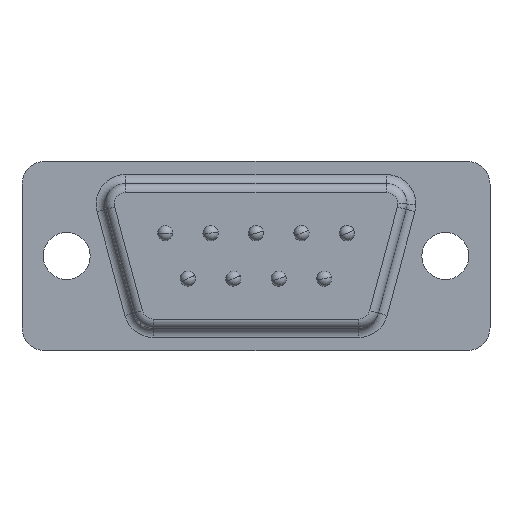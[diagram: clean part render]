
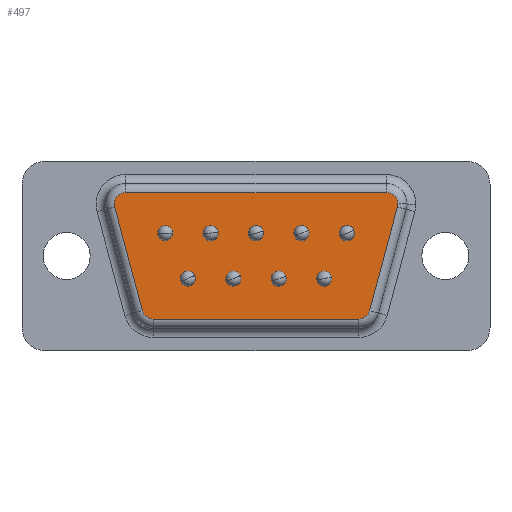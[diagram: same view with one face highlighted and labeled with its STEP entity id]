
A CAD part, top view. The second image highlights one B-rep face of the part: STEP entity #497.
In plain terms, the highlighted planar face has unit normal (0, 0, 1).
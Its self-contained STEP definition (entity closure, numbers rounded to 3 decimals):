
#163 = CIRCLE ( 'NONE', #3829, 1.05 ) ;
#350 = DIRECTION ( 'NONE',  ( 0., 0., -1. ) ) ;
#355 = VECTOR ( 'NONE', #5073, 1000. ) ;
#497 = ADVANCED_FACE ( 'NONE', ( #1644 ), #5922, .F. ) ;
#561 = CIRCLE ( 'NONE', #5940, 1.05 ) ;
#628 = VERTEX_POINT ( 'NONE', #4173 ) ;
#657 = LINE ( 'NONE', #4255, #3599 ) ;
#786 = EDGE_CURVE ( 'NONE', #926, #628, #1920, .T. ) ;
#887 = EDGE_LOOP ( 'NONE', ( #1896, #2994, #2018, #6610, #1357, #6186, #4361, #5534, #5703 ) ) ;
#912 = CIRCLE ( 'NONE', #5776, 1.05 ) ;
#914 = LINE ( 'NONE', #4614, #3673 ) ;
#926 = VERTEX_POINT ( 'NONE', #3465 ) ;
#1113 = CIRCLE ( 'NONE', #4060, 1.05 ) ;
#1163 = EDGE_CURVE ( 'NONE', #5242, #7059, #657, .T. ) ;
#1208 = CARTESIAN_POINT ( 'NONE',  ( 8.611, 3.425, 0.5 ) ) ;
#1259 = DIRECTION ( 'NONE',  ( 0., 0., 1. ) ) ;
#1357 = ORIENTED_EDGE ( 'NONE', *, *, #5737, .T. ) ;
#1453 = DIRECTION ( 'NONE',  ( 0., 0., 1. ) ) ;
#1532 = EDGE_CURVE ( 'NONE', #3078, #5242, #561, .T. ) ;
#1558 = CARTESIAN_POINT ( 'NONE',  ( 6.776, -3.425, 0.5 ) ) ;
#1626 = VERTEX_POINT ( 'NONE', #2076 ) ;
#1644 = FACE_OUTER_BOUND ( 'NONE', #887, .T. ) ;
#1726 = DIRECTION ( 'NONE',  ( 1., 0., 0. ) ) ;
#1896 = ORIENTED_EDGE ( 'NONE', *, *, #5690, .F. ) ;
#1920 = LINE ( 'NONE', #2156, #355 ) ;
#2018 = ORIENTED_EDGE ( 'NONE', *, *, #3503, .T. ) ;
#2076 = CARTESIAN_POINT ( 'NONE',  ( -7.79, -3.697, 0.5 ) ) ;
#2138 = EDGE_CURVE ( 'NONE', #7471, #2470, #4856, .T. ) ;
#2149 = DIRECTION ( 'NONE',  ( 1., 0., 0. ) ) ;
#2156 = CARTESIAN_POINT ( 'NONE',  ( 9.625, 3.153, 0.5 ) ) ;
#2470 = VERTEX_POINT ( 'NONE', #4953 ) ;
#2576 = EDGE_CURVE ( 'NONE', #926, #7059, #912, .T. ) ;
#2642 = CARTESIAN_POINT ( 'NONE',  ( -8.611, 3.425, 0.5 ) ) ;
#2692 = DIRECTION ( 'NONE',  ( 0., 0., -1. ) ) ;
#2715 = DIRECTION ( 'NONE',  ( -1., 0., 0. ) ) ;
#2874 = CARTESIAN_POINT ( 'NONE',  ( -9.625, 3.153, 0.5 ) ) ;
#2994 = ORIENTED_EDGE ( 'NONE', *, *, #4651, .T. ) ;
#3027 = DIRECTION ( 'NONE',  ( 0., 0., -1. ) ) ;
#3078 = VERTEX_POINT ( 'NONE', #5926 ) ;
#3465 = CARTESIAN_POINT ( 'NONE',  ( 9.625, 3.153, 0.5 ) ) ;
#3471 = CIRCLE ( 'NONE', #4610, 1.05 ) ;
#3503 = EDGE_CURVE ( 'NONE', #1626, #7471, #1113, .T. ) ;
#3525 = CARTESIAN_POINT ( 'NONE',  ( -6.776, -4.475, 0.5 ) ) ;
#3599 = VECTOR ( 'NONE', #4644, 1000. ) ;
#3673 = VECTOR ( 'NONE', #6314, 1000. ) ;
#3829 = AXIS2_PLACEMENT_3D ( 'NONE', #1558, #5613, #2149 ) ;
#3860 = CARTESIAN_POINT ( 'NONE',  ( -8.611, 3.425, 0.5 ) ) ;
#4060 = AXIS2_PLACEMENT_3D ( 'NONE', #4947, #1453, #5502 ) ;
#4173 = CARTESIAN_POINT ( 'NONE',  ( 7.79, -3.697, 0.5 ) ) ;
#4255 = CARTESIAN_POINT ( 'NONE',  ( -8.611, 4.475, 0.5 ) ) ;
#4361 = ORIENTED_EDGE ( 'NONE', *, *, #2576, .T. ) ;
#4439 = DIRECTION ( 'NONE',  ( -1., 0., 0. ) ) ;
#4610 = AXIS2_PLACEMENT_3D ( 'NONE', #3860, #350, #4439 ) ;
#4614 = CARTESIAN_POINT ( 'NONE',  ( -9.625, 3.153, 0.5 ) ) ;
#4644 = DIRECTION ( 'NONE',  ( 1., 0., 0. ) ) ;
#4651 = EDGE_CURVE ( 'NONE', #7274, #1626, #914, .T. ) ;
#4856 = LINE ( 'NONE', #3525, #6377 ) ;
#4947 = CARTESIAN_POINT ( 'NONE',  ( -6.776, -3.425, 0.5 ) ) ;
#4953 = CARTESIAN_POINT ( 'NONE',  ( 6.776, -4.475, 0.5 ) ) ;
#5073 = DIRECTION ( 'NONE',  ( -0.259, -0.966, 0. ) ) ;
#5242 = VERTEX_POINT ( 'NONE', #6554 ) ;
#5355 = CARTESIAN_POINT ( 'NONE',  ( -8.611, 3.425, 0.5 ) ) ;
#5384 = CARTESIAN_POINT ( 'NONE',  ( -6.776, -4.475, 0.5 ) ) ;
#5502 = DIRECTION ( 'NONE',  ( 1., 0., 0. ) ) ;
#5534 = ORIENTED_EDGE ( 'NONE', *, *, #1163, .F. ) ;
#5613 = DIRECTION ( 'NONE',  ( 0., 0., 1. ) ) ;
#5690 = EDGE_CURVE ( 'NONE', #7274, #3078, #3471, .T. ) ;
#5703 = ORIENTED_EDGE ( 'NONE', *, *, #1532, .F. ) ;
#5737 = EDGE_CURVE ( 'NONE', #2470, #628, #163, .T. ) ;
#5776 = AXIS2_PLACEMENT_3D ( 'NONE', #1208, #1259, #1726 ) ;
#5922 = PLANE ( 'NONE',  #6778 ) ;
#5926 = CARTESIAN_POINT ( 'NONE',  ( -9.661, 3.425, 0.5 ) ) ;
#5940 = AXIS2_PLACEMENT_3D ( 'NONE', #2642, #2692, #2715 ) ;
#6186 = ORIENTED_EDGE ( 'NONE', *, *, #786, .F. ) ;
#6314 = DIRECTION ( 'NONE',  ( 0.259, -0.966, 0. ) ) ;
#6377 = VECTOR ( 'NONE', #6964, 1000. ) ;
#6554 = CARTESIAN_POINT ( 'NONE',  ( -8.611, 4.475, 0.5 ) ) ;
#6610 = ORIENTED_EDGE ( 'NONE', *, *, #2138, .T. ) ;
#6778 = AXIS2_PLACEMENT_3D ( 'NONE', #5355, #3027, #7085 ) ;
#6964 = DIRECTION ( 'NONE',  ( 1., 0., 0. ) ) ;
#7030 = CARTESIAN_POINT ( 'NONE',  ( 8.611, 4.475, 0.5 ) ) ;
#7059 = VERTEX_POINT ( 'NONE', #7030 ) ;
#7085 = DIRECTION ( 'NONE',  ( -1., 0., 0. ) ) ;
#7274 = VERTEX_POINT ( 'NONE', #2874 ) ;
#7471 = VERTEX_POINT ( 'NONE', #5384 ) ;
